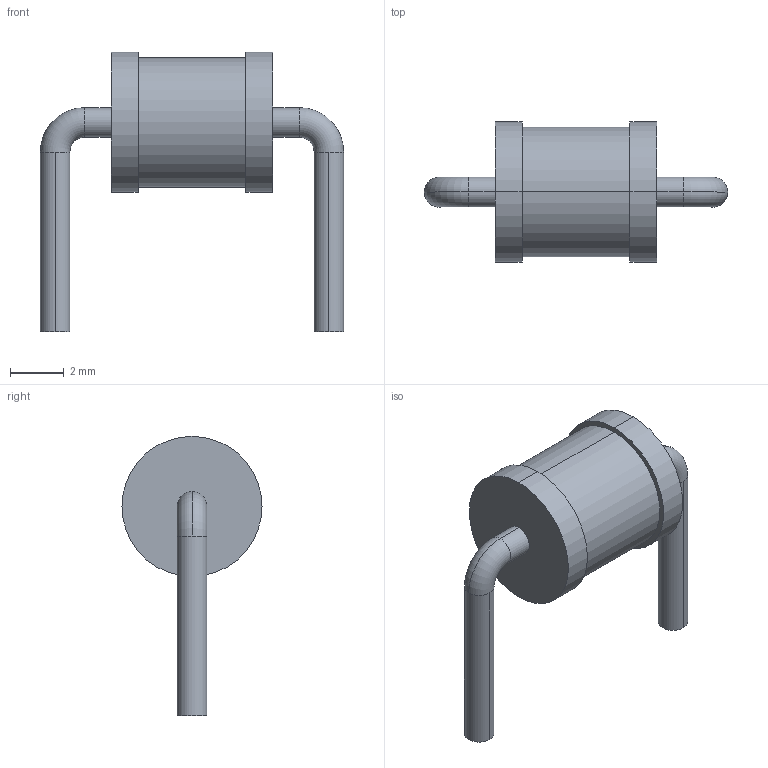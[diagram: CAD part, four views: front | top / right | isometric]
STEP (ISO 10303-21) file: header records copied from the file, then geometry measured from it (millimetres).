
FILE_DESCRIPTION (( 'STEP AP214' ), '1' );
FILE_NAME ('GDT_Axial_L6.0mm_D5.STEP', '2020-04-19T07:42:33', ( '' ), ( '' ), 'SwSTEP 2.0', 'SolidWorks 2017', '' );
FILE_SCHEMA (( 'AUTOMOTIVE_DESIGN' ));
Length unit declared in the file: millimetre
Products named in the file (1): GDT_Axial_L6.0mm_D5
Bounding box: 11.26 x 5.2 x 10.37 mm (x, y, z)
Volume: 132.7 mm3; surface area: 206.5 mm2
Topology: 1 solids, 1 shells, 24 faces, 50 edges, 32 vertices
Faces by surface type: cylinder 14, plane 6, torus 4
Entity records: 714 total; most frequent: DIRECTION 136, CARTESIAN_POINT 107, ORIENTED_EDGE 100, AXIS2_PLACEMENT_3D 61, EDGE_CURVE 50, CIRCLE 36, VERTEX_POINT 32, EDGE_LOOP 28
